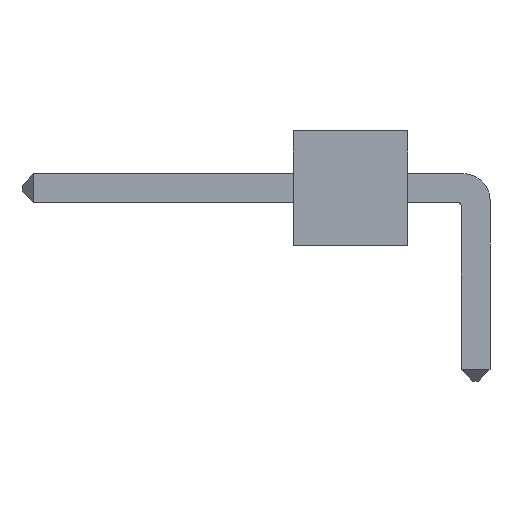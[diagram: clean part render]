
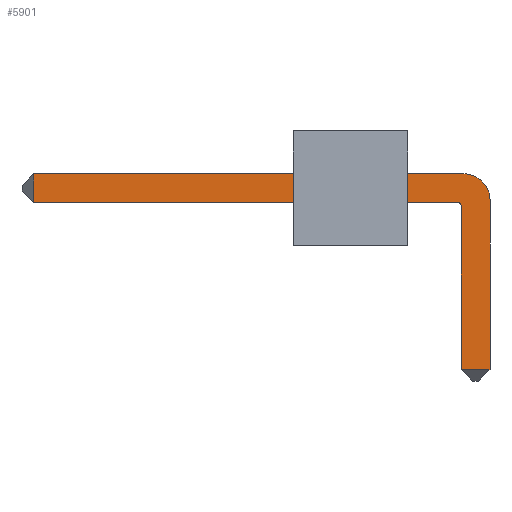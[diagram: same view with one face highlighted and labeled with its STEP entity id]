
A CAD part, left-side view. The second image highlights one B-rep face of the part: STEP entity #5901.
In plain terms, the highlighted planar face has unit normal (-1, 0, 0).
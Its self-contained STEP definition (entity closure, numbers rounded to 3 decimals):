
#5044 = VERTEX_POINT('',#5045);
#5045 = CARTESIAN_POINT('',(-0.32,-0.32,-2.744));
#5054 = PLANE('',#5055);
#5055 = AXIS2_PLACEMENT_3D('',#5056,#5057,#5058);
#5056 = CARTESIAN_POINT('',(-0.192,-0.32,-2.872));
#5057 = DIRECTION('',(-0.707,0.,-0.707));
#5058 = DIRECTION('',(0.,1.,0.));
#5078 = EDGE_CURVE('',#5044,#5079,#5081,.T.);
#5079 = VERTEX_POINT('',#5080);
#5080 = CARTESIAN_POINT('',(-0.32,0.32,-2.744));
#5081 = SURFACE_CURVE('',#5082,(#5086,#5093),.PCURVE_S1.);
#5082 = LINE('',#5083,#5084);
#5083 = CARTESIAN_POINT('',(-0.32,-0.32,-2.744));
#5084 = VECTOR('',#5085,1.);
#5085 = DIRECTION('',(0.,1.,0.));
#5086 = PCURVE('',#5054,#5087);
#5087 = DEFINITIONAL_REPRESENTATION('',(#5088),#5092);
#5088 = LINE('',#5089,#5090);
#5089 = CARTESIAN_POINT('',(0.,-0.181));
#5090 = VECTOR('',#5091,1.);
#5091 = DIRECTION('',(1.,0.));
#5092 = ( GEOMETRIC_REPRESENTATION_CONTEXT(2) 
PARAMETRIC_REPRESENTATION_CONTEXT() REPRESENTATION_CONTEXT('2D SPACE',''
  ) );
#5093 = PCURVE('',#5094,#5099);
#5094 = PLANE('',#5095);
#5095 = AXIS2_PLACEMENT_3D('',#5096,#5097,#5098);
#5096 = CARTESIAN_POINT('',(-0.32,3.56,0.624));
#5097 = DIRECTION('',(-1.,0.,0.));
#5098 = DIRECTION('',(0.,0.,-1.));
#5099 = DEFINITIONAL_REPRESENTATION('',(#5100),#5104);
#5100 = LINE('',#5101,#5102);
#5101 = CARTESIAN_POINT('',(3.368,3.88));
#5102 = VECTOR('',#5103,1.);
#5103 = DIRECTION('',(0.,-1.));
#5104 = ( GEOMETRIC_REPRESENTATION_CONTEXT(2) 
PARAMETRIC_REPRESENTATION_CONTEXT() REPRESENTATION_CONTEXT('2D SPACE',''
  ) );
#5180 = PLANE('',#5181);
#5181 = AXIS2_PLACEMENT_3D('',#5182,#5183,#5184);
#5182 = CARTESIAN_POINT('',(-0.32,0.32,-3.));
#5183 = DIRECTION('',(0.,1.,0.));
#5184 = DIRECTION('',(0.,0.,1.));
#5245 = VERTEX_POINT('',#5246);
#5246 = CARTESIAN_POINT('',(-0.32,9.784,0.95));
#5255 = PLANE('',#5256);
#5256 = AXIS2_PLACEMENT_3D('',#5257,#5258,#5259);
#5257 = CARTESIAN_POINT('',(-0.192,9.912,0.95));
#5258 = DIRECTION('',(0.707,-0.707,0.));
#5259 = DIRECTION('',(-0.,-0.,-1.));
#5279 = EDGE_CURVE('',#5245,#5280,#5282,.T.);
#5280 = VERTEX_POINT('',#5281);
#5281 = CARTESIAN_POINT('',(-0.32,9.784,1.59));
#5282 = SURFACE_CURVE('',#5283,(#5287,#5294),.PCURVE_S1.);
#5283 = LINE('',#5284,#5285);
#5284 = CARTESIAN_POINT('',(-0.32,9.784,0.95));
#5285 = VECTOR('',#5286,1.);
#5286 = DIRECTION('',(0.,0.,1.));
#5287 = PCURVE('',#5255,#5288);
#5288 = DEFINITIONAL_REPRESENTATION('',(#5289),#5293);
#5289 = LINE('',#5290,#5291);
#5290 = CARTESIAN_POINT('',(-0.,-0.181));
#5291 = VECTOR('',#5292,1.);
#5292 = DIRECTION('',(-1.,0.));
#5293 = ( GEOMETRIC_REPRESENTATION_CONTEXT(2) 
PARAMETRIC_REPRESENTATION_CONTEXT() REPRESENTATION_CONTEXT('2D SPACE',''
  ) );
#5294 = PCURVE('',#5094,#5295);
#5295 = DEFINITIONAL_REPRESENTATION('',(#5296),#5300);
#5296 = LINE('',#5297,#5298);
#5297 = CARTESIAN_POINT('',(-0.326,-6.224));
#5298 = VECTOR('',#5299,1.);
#5299 = DIRECTION('',(-1.,0.));
#5300 = ( GEOMETRIC_REPRESENTATION_CONTEXT(2) 
PARAMETRIC_REPRESENTATION_CONTEXT() REPRESENTATION_CONTEXT('2D SPACE',''
  ) );
#5425 = PLANE('',#5426);
#5426 = AXIS2_PLACEMENT_3D('',#5427,#5428,#5429);
#5427 = CARTESIAN_POINT('',(-0.32,-0.32,0.95));
#5428 = DIRECTION('',(0.,0.,1.));
#5429 = DIRECTION('',(1.,0.,0.));
#5440 = EDGE_CURVE('',#5441,#5245,#5443,.T.);
#5441 = VERTEX_POINT('',#5442);
#5442 = CARTESIAN_POINT('',(-0.32,0.384,0.95));
#5443 = SURFACE_CURVE('',#5444,(#5448,#5455),.PCURVE_S1.);
#5444 = LINE('',#5445,#5446);
#5445 = CARTESIAN_POINT('',(-0.32,-0.32,0.95));
#5446 = VECTOR('',#5447,1.);
#5447 = DIRECTION('',(0.,1.,0.));
#5448 = PCURVE('',#5425,#5449);
#5449 = DEFINITIONAL_REPRESENTATION('',(#5450),#5454);
#5450 = LINE('',#5451,#5452);
#5451 = CARTESIAN_POINT('',(0.,0.));
#5452 = VECTOR('',#5453,1.);
#5453 = DIRECTION('',(0.,1.));
#5454 = ( GEOMETRIC_REPRESENTATION_CONTEXT(2) 
PARAMETRIC_REPRESENTATION_CONTEXT() REPRESENTATION_CONTEXT('2D SPACE',''
  ) );
#5455 = PCURVE('',#5094,#5456);
#5456 = DEFINITIONAL_REPRESENTATION('',(#5457),#5461);
#5457 = LINE('',#5458,#5459);
#5458 = CARTESIAN_POINT('',(-0.326,3.88));
#5459 = VECTOR('',#5460,1.);
#5460 = DIRECTION('',(0.,-1.));
#5461 = ( GEOMETRIC_REPRESENTATION_CONTEXT(2) 
PARAMETRIC_REPRESENTATION_CONTEXT() REPRESENTATION_CONTEXT('2D SPACE',''
  ) );
#5479 = CYLINDRICAL_SURFACE('',#5480,0.064);
#5480 = AXIS2_PLACEMENT_3D('',#5481,#5482,#5483);
#5481 = CARTESIAN_POINT('',(-0.32,0.384,0.886));
#5482 = DIRECTION('',(1.,0.,0.));
#5483 = DIRECTION('',(0.,0.,1.));
#5521 = EDGE_CURVE('',#5441,#5522,#5524,.T.);
#5522 = VERTEX_POINT('',#5523);
#5523 = CARTESIAN_POINT('',(-0.32,0.32,0.886));
#5524 = SURFACE_CURVE('',#5525,(#5530,#5537),.PCURVE_S1.);
#5525 = CIRCLE('',#5526,0.064);
#5526 = AXIS2_PLACEMENT_3D('',#5527,#5528,#5529);
#5527 = CARTESIAN_POINT('',(-0.32,0.384,0.886));
#5528 = DIRECTION('',(1.,0.,-0.));
#5529 = DIRECTION('',(0.,0.,1.));
#5530 = PCURVE('',#5479,#5531);
#5531 = DEFINITIONAL_REPRESENTATION('',(#5532),#5536);
#5532 = LINE('',#5533,#5534);
#5533 = CARTESIAN_POINT('',(0.,0.));
#5534 = VECTOR('',#5535,1.);
#5535 = DIRECTION('',(1.,0.));
#5536 = ( GEOMETRIC_REPRESENTATION_CONTEXT(2) 
PARAMETRIC_REPRESENTATION_CONTEXT() REPRESENTATION_CONTEXT('2D SPACE',''
  ) );
#5537 = PCURVE('',#5094,#5538);
#5538 = DEFINITIONAL_REPRESENTATION('',(#5539),#5547);
#5539 = ( BOUNDED_CURVE() B_SPLINE_CURVE(2,(#5540,#5541,#5542,#5543,
#5544,#5545,#5546),.UNSPECIFIED.,.F.,.F.) B_SPLINE_CURVE_WITH_KNOTS((1,2
    ,2,2,2,1),(-2.094,0.,2.094,4.189,
6.283,8.378),.UNSPECIFIED.) CURVE() 
GEOMETRIC_REPRESENTATION_ITEM() RATIONAL_B_SPLINE_CURVE((1.,0.5,1.,0.5,
1.,0.5,1.)) REPRESENTATION_ITEM('') );
#5540 = CARTESIAN_POINT('',(-0.326,3.176));
#5541 = CARTESIAN_POINT('',(-0.326,3.287));
#5542 = CARTESIAN_POINT('',(-0.23,3.232));
#5543 = CARTESIAN_POINT('',(-0.134,3.176));
#5544 = CARTESIAN_POINT('',(-0.23,3.121));
#5545 = CARTESIAN_POINT('',(-0.326,3.065));
#5546 = CARTESIAN_POINT('',(-0.326,3.176));
#5547 = ( GEOMETRIC_REPRESENTATION_CONTEXT(2) 
PARAMETRIC_REPRESENTATION_CONTEXT() REPRESENTATION_CONTEXT('2D SPACE',''
  ) );
#5620 = EDGE_CURVE('',#5079,#5522,#5621,.T.);
#5621 = SURFACE_CURVE('',#5622,(#5626,#5633),.PCURVE_S1.);
#5622 = LINE('',#5623,#5624);
#5623 = CARTESIAN_POINT('',(-0.32,0.32,-3.));
#5624 = VECTOR('',#5625,1.);
#5625 = DIRECTION('',(0.,0.,1.));
#5626 = PCURVE('',#5180,#5627);
#5627 = DEFINITIONAL_REPRESENTATION('',(#5628),#5632);
#5628 = LINE('',#5629,#5630);
#5629 = CARTESIAN_POINT('',(0.,0.));
#5630 = VECTOR('',#5631,1.);
#5631 = DIRECTION('',(1.,0.));
#5632 = ( GEOMETRIC_REPRESENTATION_CONTEXT(2) 
PARAMETRIC_REPRESENTATION_CONTEXT() REPRESENTATION_CONTEXT('2D SPACE',''
  ) );
#5633 = PCURVE('',#5094,#5634);
#5634 = DEFINITIONAL_REPRESENTATION('',(#5635),#5639);
#5635 = LINE('',#5636,#5637);
#5636 = CARTESIAN_POINT('',(3.624,3.24));
#5637 = VECTOR('',#5638,1.);
#5638 = DIRECTION('',(-1.,0.));
#5639 = ( GEOMETRIC_REPRESENTATION_CONTEXT(2) 
PARAMETRIC_REPRESENTATION_CONTEXT() REPRESENTATION_CONTEXT('2D SPACE',''
  ) );
#5733 = PLANE('',#5734);
#5734 = AXIS2_PLACEMENT_3D('',#5735,#5736,#5737);
#5735 = CARTESIAN_POINT('',(0.,5.02,1.59));
#5736 = DIRECTION('',(0.,0.,1.));
#5737 = DIRECTION('',(1.,0.,0.));
#5792 = PLANE('',#5793);
#5793 = AXIS2_PLACEMENT_3D('',#5794,#5795,#5796);
#5794 = CARTESIAN_POINT('',(-0.32,-0.32,-3.));
#5795 = DIRECTION('',(0.,1.,0.));
#5796 = DIRECTION('',(0.,0.,1.));
#5901 = ADVANCED_FACE('',(#5902),#5094,.T.);
#5902 = FACE_BOUND('',#5903,.T.);
#5903 = EDGE_LOOP('',(#5904,#5905,#5906,#5907,#5908,#5931,#5960,#5981));
#5904 = ORIENTED_EDGE('',*,*,#5440,.F.);
#5905 = ORIENTED_EDGE('',*,*,#5521,.T.);
#5906 = ORIENTED_EDGE('',*,*,#5620,.F.);
#5907 = ORIENTED_EDGE('',*,*,#5078,.F.);
#5908 = ORIENTED_EDGE('',*,*,#5909,.T.);
#5909 = EDGE_CURVE('',#5044,#5910,#5912,.T.);
#5910 = VERTEX_POINT('',#5911);
#5911 = CARTESIAN_POINT('',(-0.32,-0.32,1.014));
#5912 = SURFACE_CURVE('',#5913,(#5917,#5924),.PCURVE_S1.);
#5913 = LINE('',#5914,#5915);
#5914 = CARTESIAN_POINT('',(-0.32,-0.32,-3.));
#5915 = VECTOR('',#5916,1.);
#5916 = DIRECTION('',(0.,0.,1.));
#5917 = PCURVE('',#5094,#5918);
#5918 = DEFINITIONAL_REPRESENTATION('',(#5919),#5923);
#5919 = LINE('',#5920,#5921);
#5920 = CARTESIAN_POINT('',(3.624,3.88));
#5921 = VECTOR('',#5922,1.);
#5922 = DIRECTION('',(-1.,0.));
#5923 = ( GEOMETRIC_REPRESENTATION_CONTEXT(2) 
PARAMETRIC_REPRESENTATION_CONTEXT() REPRESENTATION_CONTEXT('2D SPACE',''
  ) );
#5924 = PCURVE('',#5792,#5925);
#5925 = DEFINITIONAL_REPRESENTATION('',(#5926),#5930);
#5926 = LINE('',#5927,#5928);
#5927 = CARTESIAN_POINT('',(0.,0.));
#5928 = VECTOR('',#5929,1.);
#5929 = DIRECTION('',(1.,0.));
#5930 = ( GEOMETRIC_REPRESENTATION_CONTEXT(2) 
PARAMETRIC_REPRESENTATION_CONTEXT() REPRESENTATION_CONTEXT('2D SPACE',''
  ) );
#5931 = ORIENTED_EDGE('',*,*,#5932,.T.);
#5932 = EDGE_CURVE('',#5910,#5933,#5935,.T.);
#5933 = VERTEX_POINT('',#5934);
#5934 = CARTESIAN_POINT('',(-0.32,0.256,1.59));
#5935 = SURFACE_CURVE('',#5936,(#5941,#5948),.PCURVE_S1.);
#5936 = CIRCLE('',#5937,0.576);
#5937 = AXIS2_PLACEMENT_3D('',#5938,#5939,#5940);
#5938 = CARTESIAN_POINT('',(-0.32,0.256,1.014));
#5939 = DIRECTION('',(-1.,0.,0.));
#5940 = DIRECTION('',(0.,0.,1.));
#5941 = PCURVE('',#5094,#5942);
#5942 = DEFINITIONAL_REPRESENTATION('',(#5943),#5947);
#5943 = CIRCLE('',#5944,0.576);
#5944 = AXIS2_PLACEMENT_2D('',#5945,#5946);
#5945 = CARTESIAN_POINT('',(-0.39,3.304));
#5946 = DIRECTION('',(-1.,0.));
#5947 = ( GEOMETRIC_REPRESENTATION_CONTEXT(2) 
PARAMETRIC_REPRESENTATION_CONTEXT() REPRESENTATION_CONTEXT('2D SPACE',''
  ) );
#5948 = PCURVE('',#5949,#5954);
#5949 = CYLINDRICAL_SURFACE('',#5950,0.576);
#5950 = AXIS2_PLACEMENT_3D('',#5951,#5952,#5953);
#5951 = CARTESIAN_POINT('',(-0.32,0.256,1.014));
#5952 = DIRECTION('',(1.,0.,0.));
#5953 = DIRECTION('',(0.,-1.,0.));
#5954 = DEFINITIONAL_REPRESENTATION('',(#5955),#5959);
#5955 = LINE('',#5956,#5957);
#5956 = CARTESIAN_POINT('',(4.712,-0.));
#5957 = VECTOR('',#5958,1.);
#5958 = DIRECTION('',(-1.,0.));
#5959 = ( GEOMETRIC_REPRESENTATION_CONTEXT(2) 
PARAMETRIC_REPRESENTATION_CONTEXT() REPRESENTATION_CONTEXT('2D SPACE',''
  ) );
#5960 = ORIENTED_EDGE('',*,*,#5961,.T.);
#5961 = EDGE_CURVE('',#5933,#5280,#5962,.T.);
#5962 = SURFACE_CURVE('',#5963,(#5967,#5974),.PCURVE_S1.);
#5963 = LINE('',#5964,#5965);
#5964 = CARTESIAN_POINT('',(-0.32,-0.32,1.59));
#5965 = VECTOR('',#5966,1.);
#5966 = DIRECTION('',(0.,1.,0.));
#5967 = PCURVE('',#5094,#5968);
#5968 = DEFINITIONAL_REPRESENTATION('',(#5969),#5973);
#5969 = LINE('',#5970,#5971);
#5970 = CARTESIAN_POINT('',(-0.966,3.88));
#5971 = VECTOR('',#5972,1.);
#5972 = DIRECTION('',(0.,-1.));
#5973 = ( GEOMETRIC_REPRESENTATION_CONTEXT(2) 
PARAMETRIC_REPRESENTATION_CONTEXT() REPRESENTATION_CONTEXT('2D SPACE',''
  ) );
#5974 = PCURVE('',#5733,#5975);
#5975 = DEFINITIONAL_REPRESENTATION('',(#5976),#5980);
#5976 = LINE('',#5977,#5978);
#5977 = CARTESIAN_POINT('',(-0.32,-5.34));
#5978 = VECTOR('',#5979,1.);
#5979 = DIRECTION('',(0.,1.));
#5980 = ( GEOMETRIC_REPRESENTATION_CONTEXT(2) 
PARAMETRIC_REPRESENTATION_CONTEXT() REPRESENTATION_CONTEXT('2D SPACE',''
  ) );
#5981 = ORIENTED_EDGE('',*,*,#5279,.F.);
